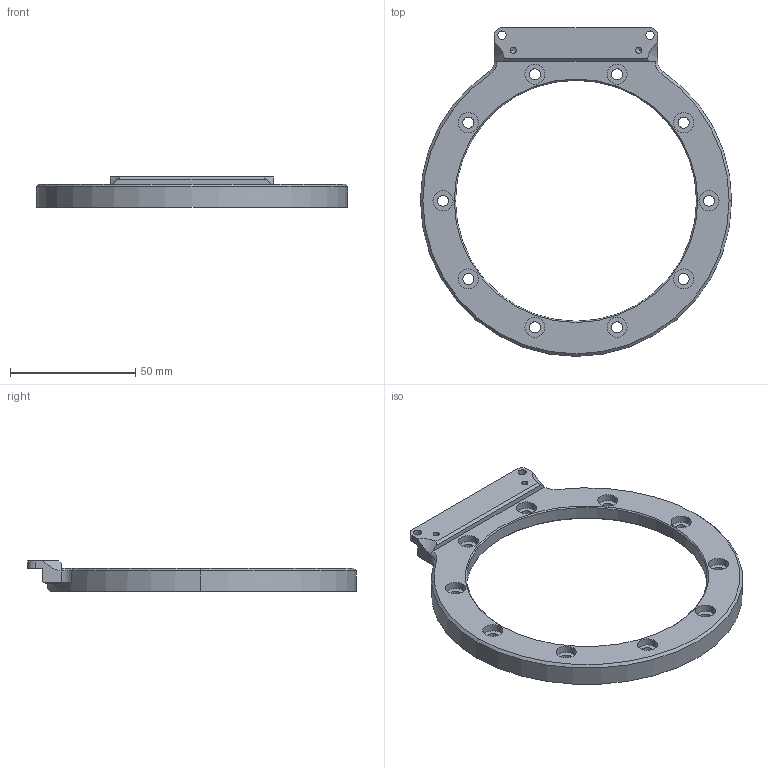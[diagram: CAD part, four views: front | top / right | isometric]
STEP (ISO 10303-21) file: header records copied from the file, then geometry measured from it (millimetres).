
FILE_DESCRIPTION (( 'STEP AP214' ), '1' );
FILE_NAME ('通用连接件扩孔法兰.STEP', '2025-05-17T14:36:59', ( 'wsy' ), ( '' ), 'SwSTEP 2.0', 'SolidWorks 2020', '' );
FILE_SCHEMA (( 'AUTOMOTIVE_DESIGN' ));
Length unit declared in the file: millimetre
Products named in the file (1): 通用连接件扩孔法兰
Bounding box: 124 x 131 x 12 mm (x, y, z)
Volume: 32796 mm3; surface area: 18379.2 mm2
Topology: 1 solids, 1 shells, 114 faces, 283 edges, 179 vertices
Faces by surface type: cylinder 63, plane 29, cone 22
Entity records: 3564 total; most frequent: DIRECTION 646, CARTESIAN_POINT 628, ORIENTED_EDGE 558, EDGE_CURVE 279, AXIS2_PLACEMENT_3D 263, VERTEX_POINT 179, EDGE_LOOP 152, CIRCLE 148
